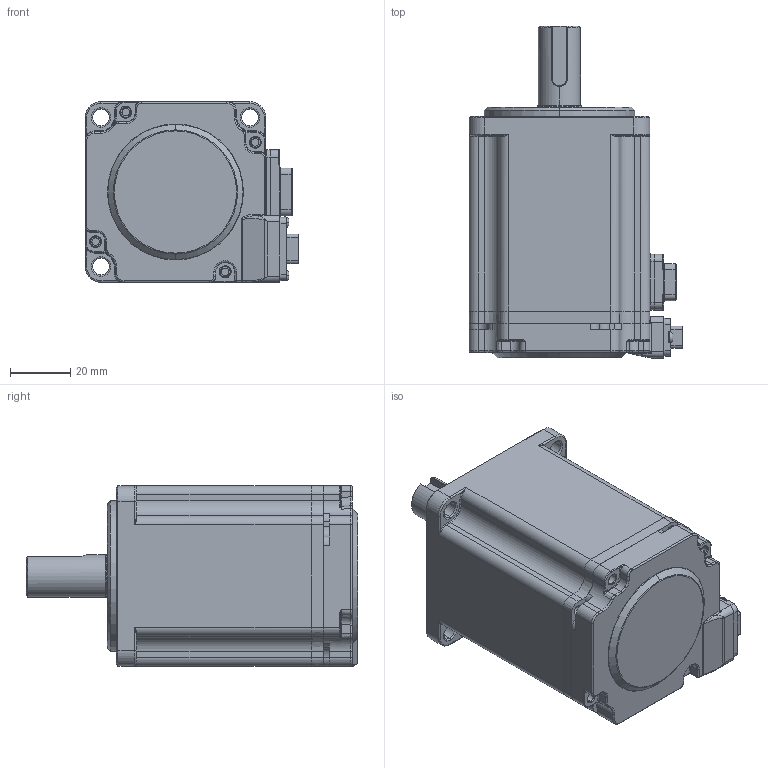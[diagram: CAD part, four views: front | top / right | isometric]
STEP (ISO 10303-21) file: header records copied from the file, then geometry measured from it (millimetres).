
FILE_DESCRIPTION (( 'STEP AP203' ), '1' );
FILE_NAME ('MS6H-60CN30B3-20P4-S.STEP', '2024-01-08T02:28:29', ( '' ), ( '' ), 'SwSTEP 2.0', 'SolidWorks 2022', '' );
FILE_SCHEMA (( 'CONFIG_CONTROL_DESIGN' ));
Length unit declared in the file: millimetre
Products named in the file (1): MS6H-60CN30B3-20P4-S
Bounding box: 71 x 110.2 x 60 mm (x, y, z)
Surface area: 32512.6 mm2 (no closed solid volume)
Topology: 0 solids, 13 shells, 734 faces, 2373 edges, 1619 vertices
Faces by surface type: plane 296, cylinder 247, torus 85, bspline 64, cone 42
Entity records: 27943 total; most frequent: CARTESIAN_POINT 7375, DIRECTION 4364, ORIENTED_EDGE 3963, EDGE_CURVE 2354, VERTEX_POINT 1619, AXIS2_PLACEMENT_3D 1507, VECTOR 1350, LINE 1350
